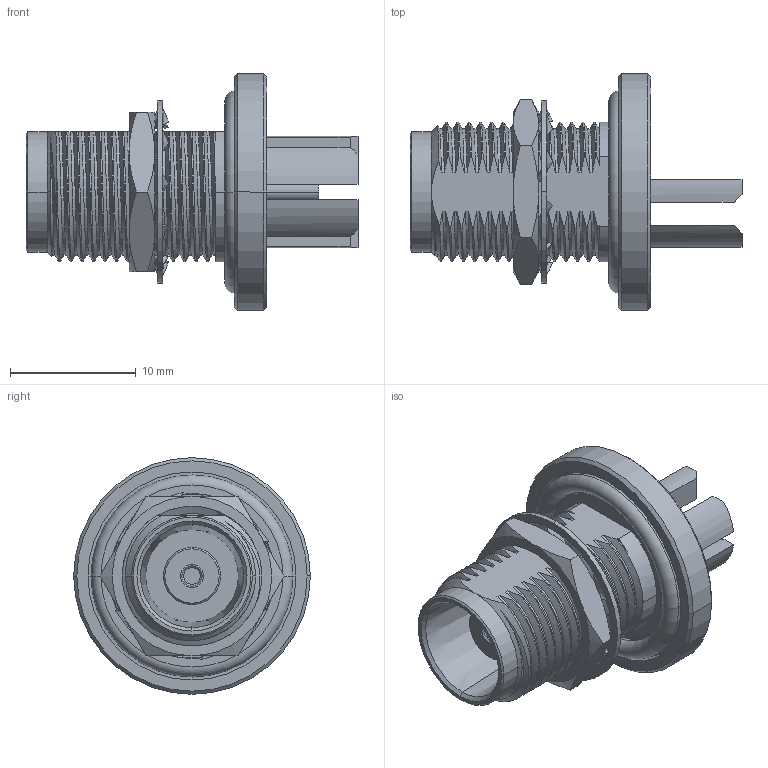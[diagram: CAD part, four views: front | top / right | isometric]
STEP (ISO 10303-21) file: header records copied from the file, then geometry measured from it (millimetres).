
FILE_DESCRIPTION (( 'STEP AP214' ), '1' );
FILE_NAME ('SC4222_3D.step', '2024-09-16T18:47:12', ( '' ), ( '' ), 'SwSTEP 2.0', 'SolidWorks 2022', '' );
FILE_SCHEMA (( 'AUTOMOTIVE_DESIGN' ));
Length unit declared in the file: inch
Products named in the file (1): SC4222_3D
Bounding box: 26.44 x 18.85 x 18.85 mm (x, y, z)
Volume: 2034.9 mm3; surface area: 2708.6 mm2
Topology: 4 solids, 4 shells, 300 faces, 836 edges, 554 vertices
Faces by surface type: cylinder 95, bspline 89, plane 74, cone 38, torus 4
Entity records: 36547 total; most frequent: CARTESIAN_POINT 29838, ORIENTED_EDGE 1672, DIRECTION 1043, EDGE_CURVE 836, VERTEX_POINT 554, AXIS2_PLACEMENT_3D 378, EDGE_LOOP 316, FACE_OUTER_BOUND 300
